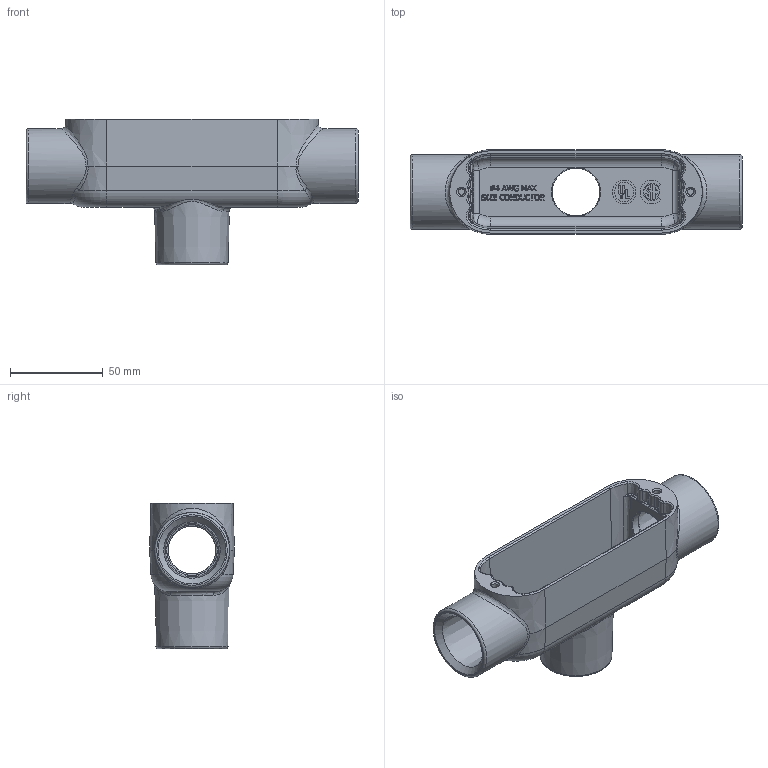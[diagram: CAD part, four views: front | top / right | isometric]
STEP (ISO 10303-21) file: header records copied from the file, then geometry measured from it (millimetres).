
FILE_DESCRIPTION(/* description */ ('OTB-3'),/* implementation_level */ '2;1');
FILE_NAME(/* name */ 'KIL_OTB-3.stp',/* time_stamp */ '2019-12-24T08:02:13+06:00',/* author */ ('mashraf'),/* organization */ (''),/* preprocessor_version */ 'ST-DEVELOPER v16.13',/* originating_system */ 'Autodesk Inventor 2018',/* authorisation */ '');
FILE_SCHEMA (('AUTOMOTIVE_DESIGN { 1 0 10303 214 3 1 1 }'));
Length unit declared in the file: inch
Products named in the file (1): 12129AAEC
Bounding box: 179.39 x 45.77 x 78.59 mm (x, y, z)
Volume: 104535 mm3; surface area: 53225.5 mm2
Topology: 1 solids, 1 shells, 778 faces, 2039 edges, 1317 vertices
Faces by surface type: plane 421, bspline 229, torus 48, cylinder 45, cone 35
Full cylindrical faces by diameter (mm): 1.185 x1, 1.422 x1, 10.387 x1, 12.751 x1, 25.73 x3, 40.488 x2
Entity records: 26504 total; most frequent: CARTESIAN_POINT 8847, ORIENTED_EDGE 3990, DIRECTION 2918, EDGE_CURVE 1995, VERTEX_POINT 1311, LINE 1280, VECTOR 1280, EDGE_LOOP 876
